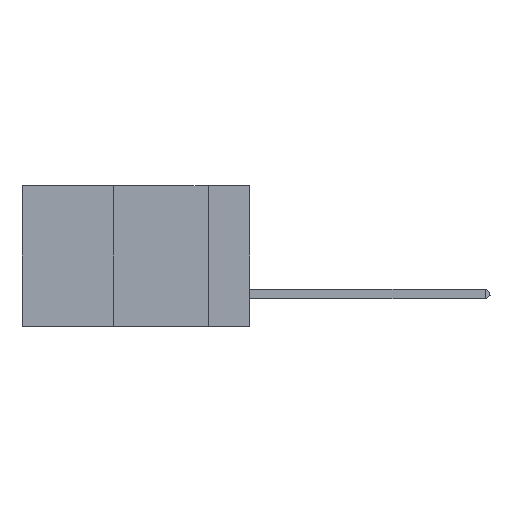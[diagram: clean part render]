
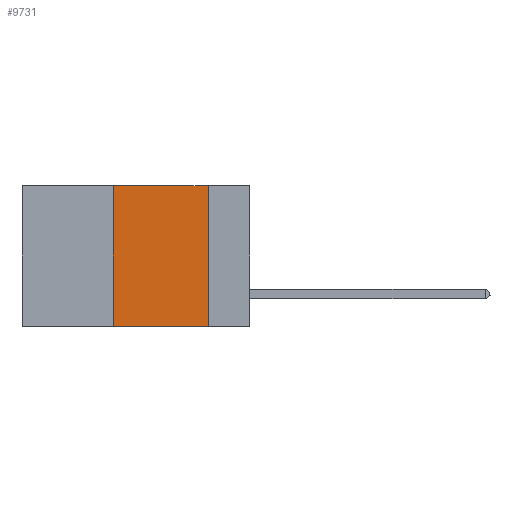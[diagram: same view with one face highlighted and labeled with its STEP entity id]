
A CAD part, left-side view. The second image highlights one B-rep face of the part: STEP entity #9731.
In plain terms, the highlighted planar face has unit normal (-1, 0, 0).
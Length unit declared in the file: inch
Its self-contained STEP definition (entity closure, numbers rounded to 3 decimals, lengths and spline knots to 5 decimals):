
#33 = VERTEX_POINT ( 'NONE', #8951 ) ;
#301 = ORIENTED_EDGE ( 'NONE', *, *, #8511, .F. ) ;
#522 = CARTESIAN_POINT ( 'NONE',  ( 0., 0.36, -0.37 ) ) ;
#736 = VERTEX_POINT ( 'NONE', #9004 ) ;
#1245 = CARTESIAN_POINT ( 'NONE',  ( 0., 0.36, 0. ) ) ;
#1419 = VERTEX_POINT ( 'NONE', #1245 ) ;
#1542 = EDGE_CURVE ( 'NONE', #33, #736, #8914, .T. ) ;
#2626 = VECTOR ( 'NONE', #3862, 39.37008 ) ;
#3127 = LINE ( 'NONE', #6060, #9885 ) ;
#3276 = EDGE_CURVE ( 'NONE', #5445, #736, #3127, .T. ) ;
#3591 = DIRECTION ( 'NONE',  ( 0., 0., -1. ) ) ;
#3862 = DIRECTION ( 'NONE',  ( 0., 0., -1. ) ) ;
#3966 = CARTESIAN_POINT ( 'NONE',  ( 0., 0.11, 0. ) ) ;
#5265 = AXIS2_PLACEMENT_3D ( 'NONE', #9842, #7582, #3591 ) ;
#5445 = VERTEX_POINT ( 'NONE', #522 ) ;
#5716 = VECTOR ( 'NONE', #5915, 39.37008 ) ;
#5915 = DIRECTION ( 'NONE',  ( 0., -1., 0. ) ) ;
#6060 = CARTESIAN_POINT ( 'NONE',  ( 0., 0.6, -0.37 ) ) ;
#6165 = ORIENTED_EDGE ( 'NONE', *, *, #3276, .T. ) ;
#6663 = ORIENTED_EDGE ( 'NONE', *, *, #7786, .F. ) ;
#7309 = LINE ( 'NONE', #7604, #9868 ) ;
#7545 = CARTESIAN_POINT ( 'NONE',  ( 0., 0.6, 0. ) ) ;
#7582 = DIRECTION ( 'NONE',  ( 1., 0., 0. ) ) ;
#7604 = CARTESIAN_POINT ( 'NONE',  ( 0., 0.36, 0. ) ) ;
#7687 = ORIENTED_EDGE ( 'NONE', *, *, #1542, .F. ) ;
#7688 = DIRECTION ( 'NONE',  ( 0., -1., 0. ) ) ;
#7786 = EDGE_CURVE ( 'NONE', #1419, #33, #9425, .T. ) ;
#8511 = EDGE_CURVE ( 'NONE', #5445, #1419, #7309, .T. ) ;
#8914 = LINE ( 'NONE', #3966, #2626 ) ;
#8951 = CARTESIAN_POINT ( 'NONE',  ( 0., 0.11, 0. ) ) ;
#9004 = CARTESIAN_POINT ( 'NONE',  ( 0., 0.11, -0.37 ) ) ;
#9011 = EDGE_LOOP ( 'NONE', ( #7687, #6663, #301, #6165 ) ) ;
#9222 = DIRECTION ( 'NONE',  ( 0., 0., 1. ) ) ;
#9425 = LINE ( 'NONE', #7545, #5716 ) ;
#9710 = PLANE ( 'NONE',  #5265 ) ;
#9731 = ADVANCED_FACE ( 'NONE', ( #10128 ), #9710, .F. ) ;
#9842 = CARTESIAN_POINT ( 'NONE',  ( 0., 0.6, 0. ) ) ;
#9868 = VECTOR ( 'NONE', #9222, 39.37008 ) ;
#9885 = VECTOR ( 'NONE', #7688, 39.37008 ) ;
#10128 = FACE_OUTER_BOUND ( 'NONE', #9011, .T. ) ;
